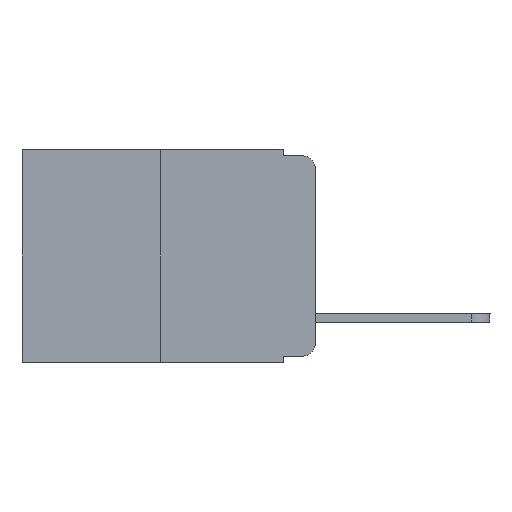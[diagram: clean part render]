
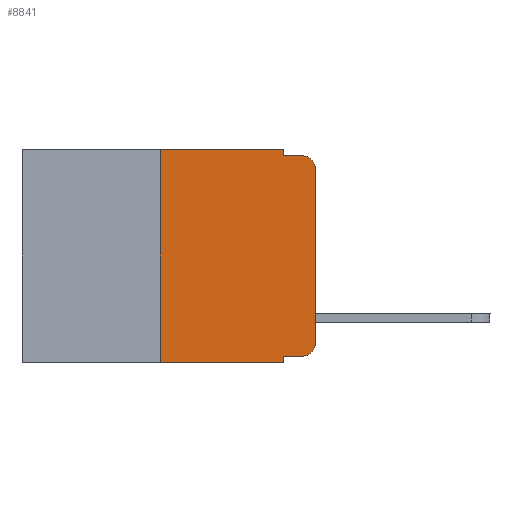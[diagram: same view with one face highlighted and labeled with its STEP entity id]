
A CAD part, left-side view. The second image highlights one B-rep face of the part: STEP entity #8841.
In plain terms, the highlighted planar face has unit normal (-1, 0, 0).
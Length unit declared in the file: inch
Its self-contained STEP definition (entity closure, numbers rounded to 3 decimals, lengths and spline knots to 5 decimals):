
#56 = CARTESIAN_POINT ( 'NONE',  ( 0., 0.051, -0.333 ) ) ;
#222 = CARTESIAN_POINT ( 'NONE',  ( 0., 0.02, -0.03 ) ) ;
#237 = CARTESIAN_POINT ( 'NONE',  ( 0., 0.02, -0.01 ) ) ;
#542 = LINE ( 'NONE', #2894, #6382 ) ;
#615 = VECTOR ( 'NONE', #7536, 39.37008 ) ;
#696 = CARTESIAN_POINT ( 'NONE',  ( 0., 0.25, -0.343 ) ) ;
#721 = AXIS2_PLACEMENT_3D ( 'NONE', #8668, #6933, #6100 ) ;
#808 = VECTOR ( 'NONE', #4057, 39.37008 ) ;
#1194 = LINE ( 'NONE', #4137, #808 ) ;
#1290 = DIRECTION ( 'NONE',  ( 1., 0., 0. ) ) ;
#1335 = CIRCLE ( 'NONE', #8172, 0.02 ) ;
#1595 = VERTEX_POINT ( 'NONE', #9518 ) ;
#1676 = VECTOR ( 'NONE', #10375, 39.37008 ) ;
#2084 = VERTEX_POINT ( 'NONE', #2697 ) ;
#2255 = AXIS2_PLACEMENT_3D ( 'NONE', #4708, #1290, #4674 ) ;
#2423 = VERTEX_POINT ( 'NONE', #56 ) ;
#2458 = EDGE_CURVE ( 'NONE', #8232, #2084, #1194, .T. ) ;
#2697 = CARTESIAN_POINT ( 'NONE',  ( 0., 0.25, 0. ) ) ;
#2727 = CARTESIAN_POINT ( 'NONE',  ( 0., 0., 0. ) ) ;
#2894 = CARTESIAN_POINT ( 'NONE',  ( 0., 0.051, -0.333 ) ) ;
#3436 = CARTESIAN_POINT ( 'NONE',  ( 0., 0.051, -0.01 ) ) ;
#3500 = DIRECTION ( 'NONE',  ( 0., 0., 1. ) ) ;
#3502 = DIRECTION ( 'NONE',  ( 0., -1., 0. ) ) ;
#3565 = VECTOR ( 'NONE', #5850, 39.37008 ) ;
#3587 = LINE ( 'NONE', #6714, #615 ) ;
#3890 = EDGE_CURVE ( 'NONE', #2084, #8472, #9759, .T. ) ;
#4014 = ORIENTED_EDGE ( 'NONE', *, *, #7468, .T. ) ;
#4057 = DIRECTION ( 'NONE',  ( 0., 0., 1. ) ) ;
#4137 = CARTESIAN_POINT ( 'NONE',  ( 0., 0.25, 0. ) ) ;
#4265 = CARTESIAN_POINT ( 'NONE',  ( 0., 0.473, -0.343 ) ) ;
#4268 = EDGE_CURVE ( 'NONE', #10706, #5002, #4548, .T. ) ;
#4548 = CIRCLE ( 'NONE', #721, 0.02 ) ;
#4596 = LINE ( 'NONE', #2727, #9022 ) ;
#4648 = VECTOR ( 'NONE', #3502, 39.37008 ) ;
#4674 = DIRECTION ( 'NONE',  ( 0., 0., -1. ) ) ;
#4708 = CARTESIAN_POINT ( 'NONE',  ( 0., 0.473, 0. ) ) ;
#4830 = VERTEX_POINT ( 'NONE', #237 ) ;
#4944 = DIRECTION ( 'NONE',  ( 0., -1., 0. ) ) ;
#4983 = CARTESIAN_POINT ( 'NONE',  ( 0., 0.473, 0. ) ) ;
#4990 = CARTESIAN_POINT ( 'NONE',  ( 0., 0.051, 0. ) ) ;
#5002 = VERTEX_POINT ( 'NONE', #6336 ) ;
#5054 = LINE ( 'NONE', #3436, #4648 ) ;
#5105 = VECTOR ( 'NONE', #4944, 39.37008 ) ;
#5181 = DIRECTION ( 'NONE',  ( -1., 0., 0. ) ) ;
#5192 = ORIENTED_EDGE ( 'NONE', *, *, #4268, .T. ) ;
#5246 = CARTESIAN_POINT ( 'NONE',  ( 0., 0.02, -0.333 ) ) ;
#5605 = EDGE_CURVE ( 'NONE', #2423, #8899, #8424, .T. ) ;
#5850 = DIRECTION ( 'NONE',  ( 0., -1., 0. ) ) ;
#5980 = EDGE_CURVE ( 'NONE', #1595, #4830, #5054, .T. ) ;
#6052 = EDGE_CURVE ( 'NONE', #8472, #1595, #3587, .T. ) ;
#6100 = DIRECTION ( 'NONE',  ( 0., 0., -1. ) ) ;
#6271 = PLANE ( 'NONE',  #2255 ) ;
#6336 = CARTESIAN_POINT ( 'NONE',  ( 0., 0., -0.313 ) ) ;
#6382 = VECTOR ( 'NONE', #10252, 39.37008 ) ;
#6714 = CARTESIAN_POINT ( 'NONE',  ( 0., 0.051, 0. ) ) ;
#6761 = DIRECTION ( 'NONE',  ( 0., 0., -1. ) ) ;
#6835 = ORIENTED_EDGE ( 'NONE', *, *, #7318, .T. ) ;
#6853 = EDGE_LOOP ( 'NONE', ( #4014, #7273, #10711, #7140, #7733, #8376, #6835, #8171, #9761, #5192 ) ) ;
#6933 = DIRECTION ( 'NONE',  ( -1., 0., 0. ) ) ;
#7140 = ORIENTED_EDGE ( 'NONE', *, *, #6052, .F. ) ;
#7273 = ORIENTED_EDGE ( 'NONE', *, *, #8558, .T. ) ;
#7318 = EDGE_CURVE ( 'NONE', #8232, #8899, #8902, .T. ) ;
#7468 = EDGE_CURVE ( 'NONE', #5002, #8141, #4596, .T. ) ;
#7536 = DIRECTION ( 'NONE',  ( 0., 0., -1. ) ) ;
#7733 = ORIENTED_EDGE ( 'NONE', *, *, #3890, .F. ) ;
#7871 = CARTESIAN_POINT ( 'NONE',  ( 0., 0.051, 0. ) ) ;
#7910 = CARTESIAN_POINT ( 'NONE',  ( 0., 0.051, -0.343 ) ) ;
#8093 = FACE_OUTER_BOUND ( 'NONE', #6853, .T. ) ;
#8141 = VERTEX_POINT ( 'NONE', #10165 ) ;
#8171 = ORIENTED_EDGE ( 'NONE', *, *, #5605, .F. ) ;
#8172 = AXIS2_PLACEMENT_3D ( 'NONE', #222, #5181, #6761 ) ;
#8232 = VERTEX_POINT ( 'NONE', #696 ) ;
#8376 = ORIENTED_EDGE ( 'NONE', *, *, #2458, .F. ) ;
#8424 = LINE ( 'NONE', #7871, #1676 ) ;
#8472 = VERTEX_POINT ( 'NONE', #4990 ) ;
#8558 = EDGE_CURVE ( 'NONE', #8141, #4830, #1335, .T. ) ;
#8668 = CARTESIAN_POINT ( 'NONE',  ( 0., 0.02, -0.313 ) ) ;
#8841 = ADVANCED_FACE ( 'NONE', ( #8093 ), #6271, .F. ) ;
#8899 = VERTEX_POINT ( 'NONE', #7910 ) ;
#8902 = LINE ( 'NONE', #4265, #3565 ) ;
#9022 = VECTOR ( 'NONE', #3500, 39.37008 ) ;
#9518 = CARTESIAN_POINT ( 'NONE',  ( 0., 0.051, -0.01 ) ) ;
#9759 = LINE ( 'NONE', #4983, #5105 ) ;
#9761 = ORIENTED_EDGE ( 'NONE', *, *, #10167, .T. ) ;
#10165 = CARTESIAN_POINT ( 'NONE',  ( 0., 0., -0.03 ) ) ;
#10167 = EDGE_CURVE ( 'NONE', #2423, #10706, #542, .T. ) ;
#10252 = DIRECTION ( 'NONE',  ( 0., -1., 0. ) ) ;
#10375 = DIRECTION ( 'NONE',  ( 0., 0., -1. ) ) ;
#10706 = VERTEX_POINT ( 'NONE', #5246 ) ;
#10711 = ORIENTED_EDGE ( 'NONE', *, *, #5980, .F. ) ;
